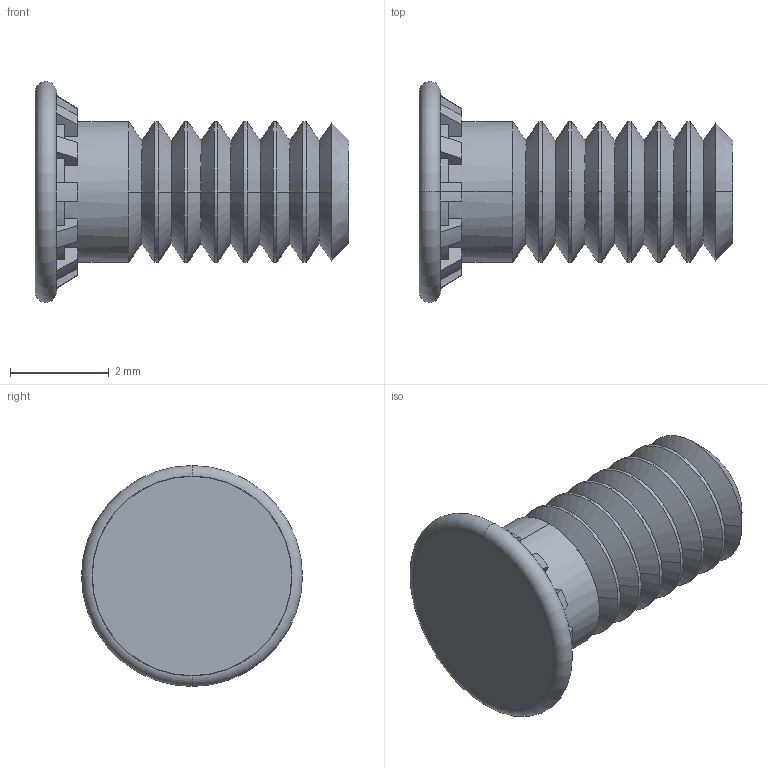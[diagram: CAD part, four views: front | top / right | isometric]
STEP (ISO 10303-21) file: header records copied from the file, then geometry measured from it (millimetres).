
FILE_DESCRIPTION (( 'STEP AP203' ), '1' );
FILE_NAME ('flush stud_pmi_PEM FHS-440-4 ---S_sldprt.STEP', '2016-06-02T17:09:21', ( 'Shusen Zhang' ), ( 'MathWorks' ), 'SwSTEP 2.0', 'SolidWorks 2015', '' );
FILE_SCHEMA (( 'CONFIG_CONTROL_DESIGN' ));
Length unit declared in the file: inch
Products named in the file (1): flush stud_pmi_PEM FHS-440-4 ---S_sldprt
Bounding box: 6.35 x 4.47 x 4.47 mm (x, y, z)
Volume: 38.8 mm3; surface area: 104.9 mm2
Topology: 1 solids, 1 shells, 125 faces, 349 edges, 228 vertices
Faces by surface type: plane 52, cone 43, cylinder 28, torus 2
Entity records: 4244 total; most frequent: CARTESIAN_POINT 847, DIRECTION 735, ORIENTED_EDGE 698, EDGE_CURVE 349, AXIS2_PLACEMENT_3D 284, VERTEX_POINT 228, LINE 167, VECTOR 167
